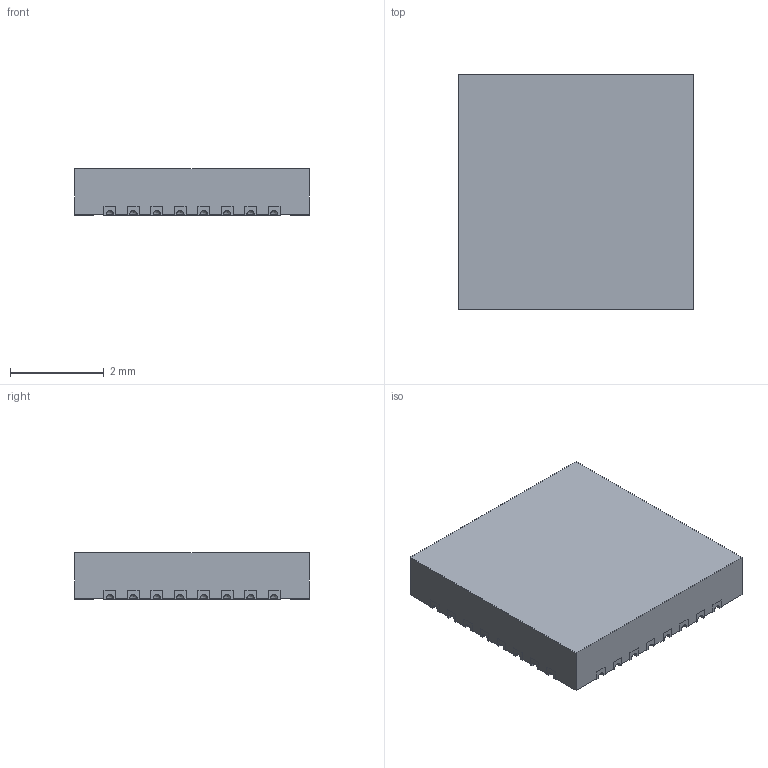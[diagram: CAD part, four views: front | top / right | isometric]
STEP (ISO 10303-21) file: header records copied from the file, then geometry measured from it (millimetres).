
FILE_DESCRIPTION((''),'2;1');
FILE_NAME('RHB0032U_ASM','2020-05-15T10:31:40',('a0412086'),(''),'CREO PARAMETRIC BY PTC INC, 2018500','CREO PARAMETRIC BY PTC INC, 2018500','');
FILE_SCHEMA(('CONFIG_CONTROL_DESIGN','SHAPE_APPEARANCE_LAYERS_GROUPS'));
Length unit declared in the file: millimetre
Products named in the file (4): BODY-QFN; FRAME-RHB0032U; PIN1-ID; RHB0032U_ASM
Assembly tree (3 placements, depth 2):
  RHB0032U_ASM
    BODY-QFN
    FRAME-RHB0032U
    PIN1-ID
Bounding box: 5 x 5 x 1 mm (x, y, z)
Volume: 24.7 mm3; surface area: 126.5 mm2
Topology: 34 solids, 34 shells, 605 faces, 1538 edges, 1004 vertices
Faces by surface type: plane 397, cylinder 176, bspline 32
Entity records: 24046 total; most frequent: CARTESIAN_POINT 4018, DIRECTION 3082, ORIENTED_EDGE 3076, PRESENTATION_STYLE_ASSIGNMENT 1605, STYLED_ITEM 1572, CURVE_STYLE 1538, EDGE_CURVE 1538, VECTOR 1154
